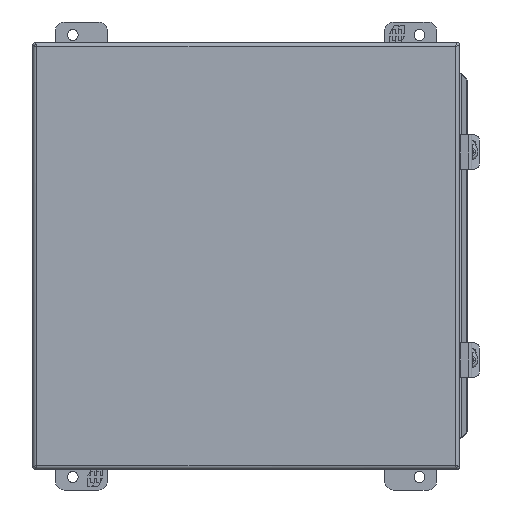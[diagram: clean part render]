
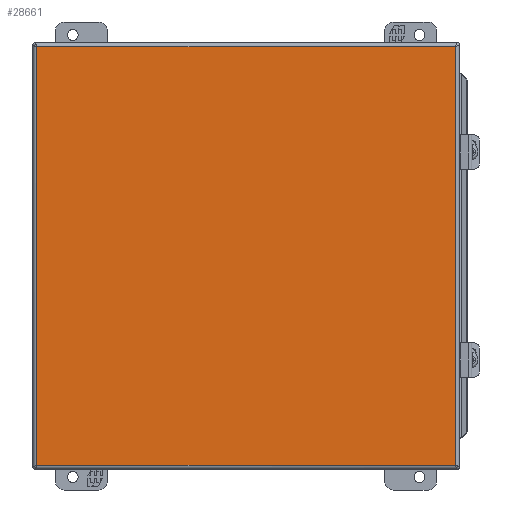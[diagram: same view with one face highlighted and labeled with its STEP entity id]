
A CAD part, front view. The second image highlights one B-rep face of the part: STEP entity #28661.
In plain terms, the highlighted planar face has unit normal (0, -1, 0).
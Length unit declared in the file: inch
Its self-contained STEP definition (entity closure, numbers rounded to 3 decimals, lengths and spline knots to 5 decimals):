
#1455 = VECTOR ( 'NONE', #4362, 39.37008 ) ;
#2155 = DIRECTION ( 'NONE',  ( 0., -1., 0. ) ) ;
#2414 = CARTESIAN_POINT ( 'NONE',  ( 6.0378, -6.19685, 6.0378 ) ) ;
#4362 = DIRECTION ( 'NONE',  ( 0., 0., -1. ) ) ;
#5943 = CARTESIAN_POINT ( 'NONE',  ( -6.15591, -6.19685, 6.0378 ) ) ;
#6631 = EDGE_CURVE ( 'NONE', #20898, #34102, #8753, .T. ) ;
#7040 = CARTESIAN_POINT ( 'NONE',  ( 6.15591, -6.19685, -6.0378 ) ) ;
#8706 = DIRECTION ( 'NONE',  ( -1., 0., 0. ) ) ;
#8753 = LINE ( 'NONE', #34026, #1455 ) ;
#10322 = DIRECTION ( 'NONE',  ( 1., 0., 0. ) ) ;
#11499 = ORIENTED_EDGE ( 'NONE', *, *, #33398, .T. ) ;
#15782 = CARTESIAN_POINT ( 'NONE',  ( 0., -6.19685, 0. ) ) ;
#17038 = VERTEX_POINT ( 'NONE', #2414 ) ;
#18094 = CARTESIAN_POINT ( 'NONE',  ( 6.0378, -6.19685, -6.0378 ) ) ;
#18452 = PLANE ( 'NONE',  #30629 ) ;
#19330 = DIRECTION ( 'NONE',  ( 0., 0., 1. ) ) ;
#20898 = VERTEX_POINT ( 'NONE', #30869 ) ;
#21330 = FACE_OUTER_BOUND ( 'NONE', #30697, .T. ) ;
#23250 = LINE ( 'NONE', #32873, #29606 ) ;
#24731 = ORIENTED_EDGE ( 'NONE', *, *, #26521, .T. ) ;
#25098 = CARTESIAN_POINT ( 'NONE',  ( -6.0378, -6.19685, -6.0378 ) ) ;
#26273 = VECTOR ( 'NONE', #8706, 39.37008 ) ;
#26521 = EDGE_CURVE ( 'NONE', #34102, #28546, #28966, .T. ) ;
#26582 = ORIENTED_EDGE ( 'NONE', *, *, #34012, .T. ) ;
#26945 = ORIENTED_EDGE ( 'NONE', *, *, #6631, .T. ) ;
#28546 = VERTEX_POINT ( 'NONE', #18094 ) ;
#28661 = ADVANCED_FACE ( 'NONE', ( #21330 ), #18452, .T. ) ;
#28966 = LINE ( 'NONE', #7040, #31946 ) ;
#29115 = DIRECTION ( 'NONE',  ( 0., 0., -1. ) ) ;
#29606 = VECTOR ( 'NONE', #19330, 39.37008 ) ;
#30629 = AXIS2_PLACEMENT_3D ( 'NONE', #15782, #2155, #29115 ) ;
#30697 = EDGE_LOOP ( 'NONE', ( #26945, #24731, #26582, #11499 ) ) ;
#30869 = CARTESIAN_POINT ( 'NONE',  ( -6.0378, -6.19685, 6.0378 ) ) ;
#31946 = VECTOR ( 'NONE', #10322, 39.37008 ) ;
#32701 = LINE ( 'NONE', #5943, #26273 ) ;
#32873 = CARTESIAN_POINT ( 'NONE',  ( 6.0378, -6.19685, 6.15591 ) ) ;
#33398 = EDGE_CURVE ( 'NONE', #17038, #20898, #32701, .T. ) ;
#34012 = EDGE_CURVE ( 'NONE', #28546, #17038, #23250, .T. ) ;
#34026 = CARTESIAN_POINT ( 'NONE',  ( -6.0378, -6.19685, -6.15591 ) ) ;
#34102 = VERTEX_POINT ( 'NONE', #25098 ) ;
